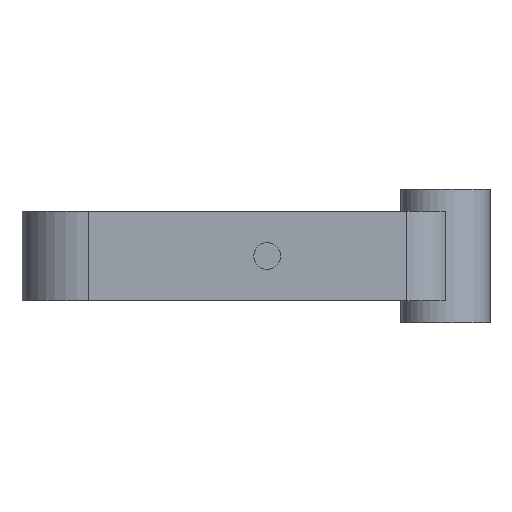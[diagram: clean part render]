
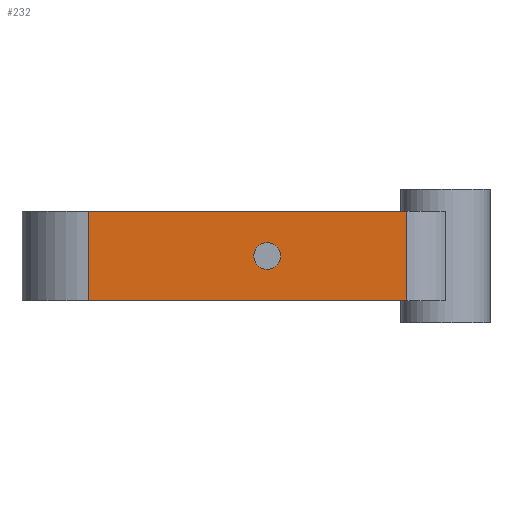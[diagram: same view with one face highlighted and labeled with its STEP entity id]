
A CAD part, front view. The second image highlights one B-rep face of the part: STEP entity #232.
In plain terms, the highlighted planar face has unit normal (0, -1, 0).
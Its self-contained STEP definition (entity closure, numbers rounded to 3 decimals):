
#17=FACE_BOUND('',#81,.T.);
#27=LINE('',#398,#41);
#28=LINE('',#406,#42);
#30=LINE('',#410,#44);
#31=LINE('',#411,#45);
#41=VECTOR('',#323,10.);
#42=VECTOR('',#332,5.);
#44=VECTOR('',#336,10.);
#45=VECTOR('',#337,10.);
#63=FACE_OUTER_BOUND('',#80,.T.);
#80=EDGE_LOOP('',(#186,#187,#188,#189));
#81=EDGE_LOOP('',(#190));
#92=CIRCLE('',#258,1.5);
#108=VERTEX_POINT('',#370);
#117=VERTEX_POINT('',#395);
#118=VERTEX_POINT('',#397);
#121=VERTEX_POINT('',#404);
#122=VERTEX_POINT('',#409);
#129=EDGE_CURVE('',#108,#108,#92,.T.);
#141=EDGE_CURVE('',#117,#118,#27,.T.);
#145=EDGE_CURVE('',#121,#117,#28,.T.);
#147=EDGE_CURVE('',#122,#121,#30,.T.);
#148=EDGE_CURVE('',#118,#122,#31,.T.);
#186=ORIENTED_EDGE('',*,*,#145,.F.);
#187=ORIENTED_EDGE('',*,*,#147,.F.);
#188=ORIENTED_EDGE('',*,*,#148,.F.);
#189=ORIENTED_EDGE('',*,*,#141,.F.);
#190=ORIENTED_EDGE('',*,*,#129,.T.);
#220=PLANE('',#272);
#232=ADVANCED_FACE('',(#63,#17),#220,.T.);
#258=AXIS2_PLACEMENT_3D('',#372,#297,#298);
#272=AXIS2_PLACEMENT_3D('',#408,#334,#335);
#297=DIRECTION('center_axis',(0.,1.,0.));
#298=DIRECTION('ref_axis',(1.,0.,0.));
#323=DIRECTION('',(-1.,0.,0.));
#332=DIRECTION('',(0.,0.,-1.));
#334=DIRECTION('center_axis',(0.,-1.,0.));
#335=DIRECTION('ref_axis',(1.,0.,0.));
#336=DIRECTION('',(1.,0.,0.));
#337=DIRECTION('',(0.,0.,1.));
#370=CARTESIAN_POINT('',(18.5,-7.5,5.));
#372=CARTESIAN_POINT('Origin',(20.,-7.5,5.));
#395=CARTESIAN_POINT('',(35.67,-7.5,0.));
#397=CARTESIAN_POINT('',(0.,-7.5,0.));
#398=CARTESIAN_POINT('',(40.,-7.5,0.));
#404=CARTESIAN_POINT('',(35.67,-7.5,10.));
#406=CARTESIAN_POINT('',(35.67,-7.5,0.));
#408=CARTESIAN_POINT('Origin',(0.,-7.5,0.));
#409=CARTESIAN_POINT('',(0.,-7.5,10.));
#410=CARTESIAN_POINT('',(40.,-7.5,10.));
#411=CARTESIAN_POINT('',(0.,-7.5,0.));
